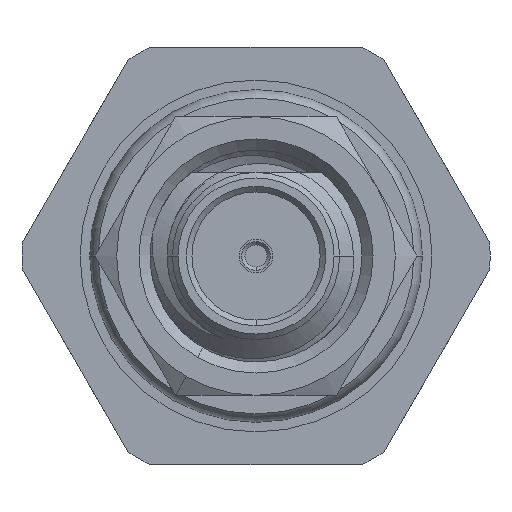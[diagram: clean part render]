
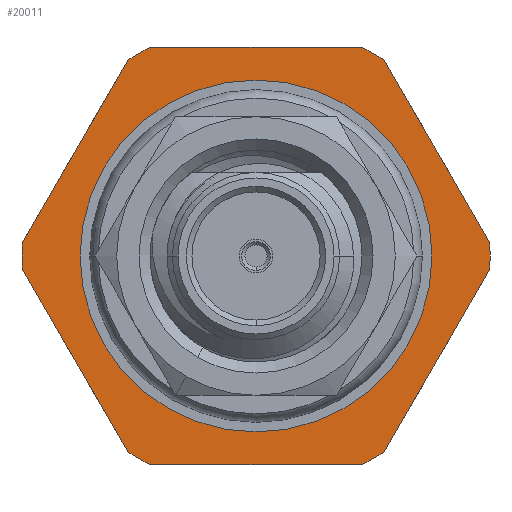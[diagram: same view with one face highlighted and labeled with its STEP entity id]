
A CAD part, left-side view. The second image highlights one B-rep face of the part: STEP entity #20011.
In plain terms, the highlighted planar face has unit normal (-1, 0, 0).
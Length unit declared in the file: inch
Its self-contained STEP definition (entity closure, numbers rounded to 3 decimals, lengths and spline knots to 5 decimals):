
#56 = LINE ( 'NONE', #27406, #12120 ) ;
#329 = EDGE_CURVE ( 'NONE', #2976, #18185, #11709, .T. ) ;
#798 = CARTESIAN_POINT ( 'NONE',  ( 0.45, -0.11509, 0.17565 ) ) ;
#1396 = CARTESIAN_POINT ( 'NONE',  ( 0.45, 0., 0. ) ) ;
#2976 = VERTEX_POINT ( 'NONE', #18475 ) ;
#2993 = EDGE_CURVE ( 'NONE', #22764, #20967, #21706, .T. ) ;
#3337 = DIRECTION ( 'NONE',  ( 0., 1., 0. ) ) ;
#3379 = DIRECTION ( 'NONE',  ( 1., 0., 0. ) ) ;
#3513 = ORIENTED_EDGE ( 'NONE', *, *, #19856, .T. ) ;
#3855 = EDGE_CURVE ( 'NONE', #8949, #6479, #8048, .T. ) ;
#4013 = ORIENTED_EDGE ( 'NONE', *, *, #2993, .F. ) ;
#4178 = ORIENTED_EDGE ( 'NONE', *, *, #9080, .F. ) ;
#4297 = DIRECTION ( 'NONE',  ( 1., 0., 0. ) ) ;
#4347 = ORIENTED_EDGE ( 'NONE', *, *, #12558, .T. ) ;
#4477 = CARTESIAN_POINT ( 'NONE',  ( 0.45, -0.09457, -0.1875 ) ) ;
#4615 = DIRECTION ( 'NONE',  ( 0., -0.5, -0.866 ) ) ;
#4648 = ORIENTED_EDGE ( 'NONE', *, *, #3855, .F. ) ;
#4898 = VERTEX_POINT ( 'NONE', #26639 ) ;
#5004 = DIRECTION ( 'NONE',  ( 0., -1., 0. ) ) ;
#5263 = DIRECTION ( 'NONE',  ( 0., 0.5, 0.866 ) ) ;
#5314 = FACE_BOUND ( 'NONE', #19891, .T. ) ;
#5485 = CARTESIAN_POINT ( 'NONE',  ( 0.45, 0., 0. ) ) ;
#5907 = VECTOR ( 'NONE', #20015, 39.37008 ) ;
#6038 = DIRECTION ( 'NONE',  ( 0., 1., 0. ) ) ;
#6238 = CARTESIAN_POINT ( 'NONE',  ( 0.45, 0., 0. ) ) ;
#6479 = VERTEX_POINT ( 'NONE', #6695 ) ;
#6695 = CARTESIAN_POINT ( 'NONE',  ( 0.45, -0.20967, -0.01185 ) ) ;
#7114 = PLANE ( 'NONE',  #10354 ) ;
#7141 = VERTEX_POINT ( 'NONE', #798 ) ;
#7296 = EDGE_CURVE ( 'NONE', #19568, #4898, #15646, .T. ) ;
#7361 = CARTESIAN_POINT ( 'NONE',  ( 0.45, 0.10825, -0.1875 ) ) ;
#7475 = CARTESIAN_POINT ( 'NONE',  ( 0.45, 0.09457, 0.1875 ) ) ;
#7479 = CARTESIAN_POINT ( 'NONE',  ( 0.45, -0.21651, 0. ) ) ;
#7765 = CARTESIAN_POINT ( 'NONE',  ( 0.45, 0.20967, -0.01185 ) ) ;
#7830 = EDGE_CURVE ( 'NONE', #12479, #12309, #9328, .T. ) ;
#7895 = LINE ( 'NONE', #7479, #16526 ) ;
#8048 = CIRCLE ( 'NONE', #14245, 0.21 ) ;
#8323 = VECTOR ( 'NONE', #5004, 39.37008 ) ;
#8949 = VERTEX_POINT ( 'NONE', #21147 ) ;
#9080 = EDGE_CURVE ( 'NONE', #12998, #7141, #24045, .T. ) ;
#9200 = CARTESIAN_POINT ( 'NONE',  ( 0.45, 0.1579, 0. ) ) ;
#9302 = LINE ( 'NONE', #7361, #8323 ) ;
#9308 = CARTESIAN_POINT ( 'NONE',  ( 0.45, 0.21, 0. ) ) ;
#9328 = LINE ( 'NONE', #15993, #5907 ) ;
#9340 = DIRECTION ( 'NONE',  ( -1., 0., 0. ) ) ;
#9494 = CARTESIAN_POINT ( 'NONE',  ( 0.45, 0., 0. ) ) ;
#9545 = DIRECTION ( 'NONE',  ( 0., 1., 0. ) ) ;
#9840 = CARTESIAN_POINT ( 'NONE',  ( 0.45, -0.1579, 0. ) ) ;
#10354 = AXIS2_PLACEMENT_3D ( 'NONE', #9200, #9340, #24470 ) ;
#10734 = EDGE_LOOP ( 'NONE', ( #4178, #19916, #26784, #21741, #15889, #4013, #3513, #22742, #19058, #20517, #16212, #4648, #4347 ) ) ;
#11188 = CIRCLE ( 'NONE', #23161, 0.1579 ) ;
#11407 = VERTEX_POINT ( 'NONE', #9840 ) ;
#11446 = VERTEX_POINT ( 'NONE', #7475 ) ;
#11646 = EDGE_CURVE ( 'NONE', #13083, #11407, #11188, .T. ) ;
#11709 = CIRCLE ( 'NONE', #25324, 0.21 ) ;
#11864 = CIRCLE ( 'NONE', #22948, 0.21 ) ;
#11866 = DIRECTION ( 'NONE',  ( 1., 0., 0. ) ) ;
#12083 = AXIS2_PLACEMENT_3D ( 'NONE', #6238, #12482, #12347 ) ;
#12120 = VECTOR ( 'NONE', #4615, 39.37008 ) ;
#12309 = VERTEX_POINT ( 'NONE', #13373 ) ;
#12347 = DIRECTION ( 'NONE',  ( 0., 1., 0. ) ) ;
#12479 = VERTEX_POINT ( 'NONE', #13038 ) ;
#12482 = DIRECTION ( 'NONE',  ( 1., 0., 0. ) ) ;
#12558 = EDGE_CURVE ( 'NONE', #8949, #7141, #7895, .T. ) ;
#12671 = CIRCLE ( 'NONE', #13540, 0.1579 ) ;
#12972 = CARTESIAN_POINT ( 'NONE',  ( 0.45, -0.09457, 0.1875 ) ) ;
#12998 = VERTEX_POINT ( 'NONE', #12972 ) ;
#13038 = CARTESIAN_POINT ( 'NONE',  ( 0.45, 0.11509, 0.17565 ) ) ;
#13062 = CARTESIAN_POINT ( 'NONE',  ( 0.45, -0.10825, 0.1875 ) ) ;
#13083 = VERTEX_POINT ( 'NONE', #14587 ) ;
#13373 = CARTESIAN_POINT ( 'NONE',  ( 0.45, 0.20967, 0.01185 ) ) ;
#13540 = AXIS2_PLACEMENT_3D ( 'NONE', #1396, #17919, #3337 ) ;
#13808 = DIRECTION ( 'NONE',  ( 1., 0., 0. ) ) ;
#13947 = DIRECTION ( 'NONE',  ( 0., 1., 0. ) ) ;
#14245 = AXIS2_PLACEMENT_3D ( 'NONE', #9494, #3379, #22536 ) ;
#14326 = AXIS2_PLACEMENT_3D ( 'NONE', #19677, #26194, #9545 ) ;
#14443 = DIRECTION ( 'NONE',  ( 1., 0., 0. ) ) ;
#14587 = CARTESIAN_POINT ( 'NONE',  ( 0.45, 0.1579, 0. ) ) ;
#14607 = DIRECTION ( 'NONE',  ( 0., 1., 0. ) ) ;
#14640 = ORIENTED_EDGE ( 'NONE', *, *, #24936, .T. ) ;
#14851 = CARTESIAN_POINT ( 'NONE',  ( 0.45, 0., 0. ) ) ;
#14898 = CARTESIAN_POINT ( 'NONE',  ( 0.45, 0., 0. ) ) ;
#15165 = EDGE_CURVE ( 'NONE', #19568, #18185, #9302, .T. ) ;
#15256 = ORIENTED_EDGE ( 'NONE', *, *, #11646, .T. ) ;
#15580 = FACE_OUTER_BOUND ( 'NONE', #10734, .T. ) ;
#15646 = CIRCLE ( 'NONE', #14326, 0.21 ) ;
#15704 = EDGE_CURVE ( 'NONE', #2976, #6479, #20794, .T. ) ;
#15889 = ORIENTED_EDGE ( 'NONE', *, *, #16553, .F. ) ;
#15993 = CARTESIAN_POINT ( 'NONE',  ( 0.45, 0.10825, 0.1875 ) ) ;
#16038 = CARTESIAN_POINT ( 'NONE',  ( 0.45, 0., 0. ) ) ;
#16205 = CARTESIAN_POINT ( 'NONE',  ( 0.45, -0.10825, -0.1875 ) ) ;
#16212 = ORIENTED_EDGE ( 'NONE', *, *, #15704, .T. ) ;
#16526 = VECTOR ( 'NONE', #5263, 39.37008 ) ;
#16553 = EDGE_CURVE ( 'NONE', #20967, #12309, #19384, .T. ) ;
#17072 = DIRECTION ( 'NONE',  ( 0., 1., 0. ) ) ;
#17919 = DIRECTION ( 'NONE',  ( 1., 0., 0. ) ) ;
#17986 = DIRECTION ( 'NONE',  ( 0., 1., 0. ) ) ;
#18057 = VECTOR ( 'NONE', #24402, 39.37008 ) ;
#18185 = VERTEX_POINT ( 'NONE', #4477 ) ;
#18475 = CARTESIAN_POINT ( 'NONE',  ( 0.45, -0.11509, -0.17565 ) ) ;
#19058 = ORIENTED_EDGE ( 'NONE', *, *, #15165, .T. ) ;
#19171 = LINE ( 'NONE', #13062, #20095 ) ;
#19384 = CIRCLE ( 'NONE', #23378, 0.21 ) ;
#19476 = AXIS2_PLACEMENT_3D ( 'NONE', #20564, #14443, #26803 ) ;
#19568 = VERTEX_POINT ( 'NONE', #27199 ) ;
#19677 = CARTESIAN_POINT ( 'NONE',  ( 0.45, 0., 0. ) ) ;
#19856 = EDGE_CURVE ( 'NONE', #22764, #4898, #56, .T. ) ;
#19891 = EDGE_LOOP ( 'NONE', ( #15256, #14640 ) ) ;
#19916 = ORIENTED_EDGE ( 'NONE', *, *, #20560, .T. ) ;
#20011 = ADVANCED_FACE ( 'NONE', ( #5314, #15580 ), #7114, .T. ) ;
#20015 = DIRECTION ( 'NONE',  ( 0., 0.5, -0.866 ) ) ;
#20095 = VECTOR ( 'NONE', #14607, 39.37008 ) ;
#20517 = ORIENTED_EDGE ( 'NONE', *, *, #329, .F. ) ;
#20560 = EDGE_CURVE ( 'NONE', #12998, #11446, #19171, .T. ) ;
#20564 = CARTESIAN_POINT ( 'NONE',  ( 0.45, 0., 0. ) ) ;
#20794 = LINE ( 'NONE', #16205, #18057 ) ;
#20967 = VERTEX_POINT ( 'NONE', #9308 ) ;
#21147 = CARTESIAN_POINT ( 'NONE',  ( 0.45, -0.20967, 0.01185 ) ) ;
#21706 = CIRCLE ( 'NONE', #19476, 0.21 ) ;
#21741 = ORIENTED_EDGE ( 'NONE', *, *, #7830, .T. ) ;
#22536 = DIRECTION ( 'NONE',  ( 0., 1., 0. ) ) ;
#22742 = ORIENTED_EDGE ( 'NONE', *, *, #7296, .F. ) ;
#22764 = VERTEX_POINT ( 'NONE', #7765 ) ;
#22948 = AXIS2_PLACEMENT_3D ( 'NONE', #5485, #11866, #13947 ) ;
#23161 = AXIS2_PLACEMENT_3D ( 'NONE', #14851, #4297, #17072 ) ;
#23370 = DIRECTION ( 'NONE',  ( 1., 0., 0. ) ) ;
#23378 = AXIS2_PLACEMENT_3D ( 'NONE', #16038, #13808, #17986 ) ;
#23733 = EDGE_CURVE ( 'NONE', #12479, #11446, #11864, .T. ) ;
#24045 = CIRCLE ( 'NONE', #12083, 0.21 ) ;
#24402 = DIRECTION ( 'NONE',  ( 0., -0.5, 0.866 ) ) ;
#24470 = DIRECTION ( 'NONE',  ( 0., -1., 0. ) ) ;
#24936 = EDGE_CURVE ( 'NONE', #11407, #13083, #12671, .T. ) ;
#25324 = AXIS2_PLACEMENT_3D ( 'NONE', #14898, #23370, #6038 ) ;
#26194 = DIRECTION ( 'NONE',  ( 1., 0., 0. ) ) ;
#26639 = CARTESIAN_POINT ( 'NONE',  ( 0.45, 0.11509, -0.17565 ) ) ;
#26784 = ORIENTED_EDGE ( 'NONE', *, *, #23733, .F. ) ;
#26803 = DIRECTION ( 'NONE',  ( 0., 1., 0. ) ) ;
#27199 = CARTESIAN_POINT ( 'NONE',  ( 0.45, 0.09457, -0.1875 ) ) ;
#27406 = CARTESIAN_POINT ( 'NONE',  ( 0.45, 0.21651, 0. ) ) ;
